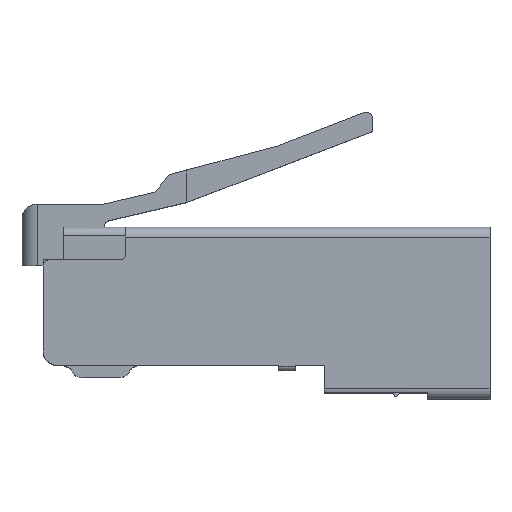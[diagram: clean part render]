
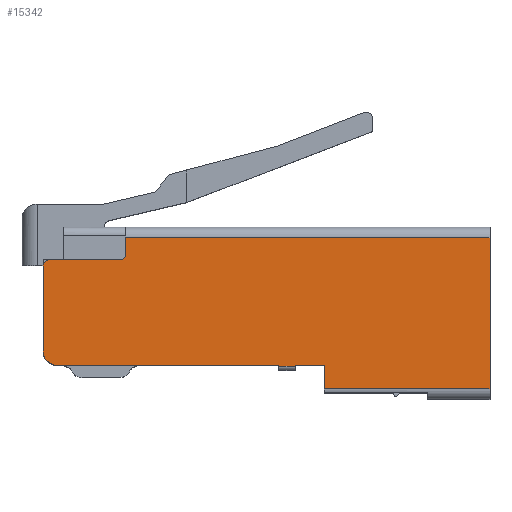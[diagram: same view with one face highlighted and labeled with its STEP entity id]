
A CAD part, top view. The second image highlights one B-rep face of the part: STEP entity #15342.
In plain terms, the highlighted planar face has unit normal (0, 0, 1).
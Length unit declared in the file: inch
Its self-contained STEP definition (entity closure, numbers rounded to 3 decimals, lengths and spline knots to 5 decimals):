
#8 = DIRECTION ( 'NONE',  ( -1., 0., 0. ) ) ;
#73 = VECTOR ( 'NONE', #17469, 39.37008 ) ;
#659 = CARTESIAN_POINT ( 'NONE',  ( 88.03583, 43.75022, -1.11516 ) ) ;
#741 = CARTESIAN_POINT ( 'NONE',  ( 87.5878, 43.77975, -1.11516 ) ) ;
#758 = EDGE_LOOP ( 'NONE', ( #3136, #3287, #20530, #2916, #6198, #7426, #7717, #17985, #14050, #18344, #7002, #19625, #10350, #7005, #7060 ) ) ;
#853 = CARTESIAN_POINT ( 'NONE',  ( 87.73347, 43.96455, -1.11516 ) ) ;
#979 = LINE ( 'NONE', #2647, #15061 ) ;
#1072 = VERTEX_POINT ( 'NONE', #14716 ) ;
#1088 = CARTESIAN_POINT ( 'NONE',  ( 88.03583, 43.75219, -1.11516 ) ) ;
#1094 = VECTOR ( 'NONE', #20365, 39.37008 ) ;
#1327 = VECTOR ( 'NONE', #14018, 39.37008 ) ;
#1343 = CARTESIAN_POINT ( 'NONE',  ( 87.74528, 43.98226, -1.11516 ) ) ;
#1436 = VECTOR ( 'NONE', #1942, 39.37008 ) ;
#1507 = CIRCLE ( 'NONE', #13938, 0.01181 ) ;
#1942 = DIRECTION ( 'NONE',  ( -1., 0., 0. ) ) ;
#2283 = CARTESIAN_POINT ( 'NONE',  ( 88.43741, 43.99723, -1.11516 ) ) ;
#2554 = LINE ( 'NONE', #15598, #1327 ) ;
#2647 = CARTESIAN_POINT ( 'NONE',  ( 87.5878, 44.03078, -1.11516 ) ) ;
#2688 = DIRECTION ( 'NONE',  ( 0., 0., -1. ) ) ;
#2788 = VERTEX_POINT ( 'NONE', #13339 ) ;
#2831 = LINE ( 'NONE', #20676, #1094 ) ;
#2916 = ORIENTED_EDGE ( 'NONE', *, *, #4251, .F. ) ;
#3085 = VECTOR ( 'NONE', #7815, 39.37008 ) ;
#3099 = CARTESIAN_POINT ( 'NONE',  ( 87.57537, 43.95274, -1.11516 ) ) ;
#3136 = ORIENTED_EDGE ( 'NONE', *, *, #14124, .F. ) ;
#3287 = ORIENTED_EDGE ( 'NONE', *, *, #20041, .F. ) ;
#3300 = DIRECTION ( 'NONE',  ( -1., 0., 0. ) ) ;
#3410 = FACE_OUTER_BOUND ( 'NONE', #758, .T. ) ;
#3706 = CARTESIAN_POINT ( 'NONE',  ( 87.57537, 43.75022, -1.11516 ) ) ;
#3743 = AXIS2_PLACEMENT_3D ( 'NONE', #7403, #2688, #5713 ) ;
#3924 = CARTESIAN_POINT ( 'NONE',  ( 87.59961, 43.95274, -1.11516 ) ) ;
#4081 = DIRECTION ( 'NONE',  ( -1., 0., 0. ) ) ;
#4251 = EDGE_CURVE ( 'NONE', #12938, #14799, #17493, .T. ) ;
#4395 = EDGE_CURVE ( 'NONE', #2788, #14650, #18234, .T. ) ;
#4614 = EDGE_CURVE ( 'NONE', #1072, #19893, #18953, .T. ) ;
#4918 = VERTEX_POINT ( 'NONE', #10423 ) ;
#5662 = DIRECTION ( 'NONE',  ( 0., 0., 1. ) ) ;
#5713 = DIRECTION ( 'NONE',  ( -1., 0., 0. ) ) ;
#5812 = DIRECTION ( 'NONE',  ( 0., 1., 0. ) ) ;
#6036 = EDGE_CURVE ( 'NONE', #9432, #4918, #979, .T. ) ;
#6079 = VERTEX_POINT ( 'NONE', #1088 ) ;
#6198 = ORIENTED_EDGE ( 'NONE', *, *, #17322, .F. ) ;
#6242 = LINE ( 'NONE', #1343, #11641 ) ;
#6701 = EDGE_CURVE ( 'NONE', #14650, #6079, #7598, .T. ) ;
#7002 = ORIENTED_EDGE ( 'NONE', *, *, #12356, .F. ) ;
#7005 = ORIENTED_EDGE ( 'NONE', *, *, #4614, .F. ) ;
#7060 = ORIENTED_EDGE ( 'NONE', *, *, #11003, .F. ) ;
#7094 = DIRECTION ( 'NONE',  ( 0., -1., 0. ) ) ;
#7190 = EDGE_CURVE ( 'NONE', #6079, #7822, #2554, .T. ) ;
#7403 = CARTESIAN_POINT ( 'NONE',  ( 87.61536, 43.77975, -1.11516 ) ) ;
#7426 = ORIENTED_EDGE ( 'NONE', *, *, #6036, .F. ) ;
#7598 = LINE ( 'NONE', #18658, #18092 ) ;
#7717 = ORIENTED_EDGE ( 'NONE', *, *, #10854, .F. ) ;
#7815 = DIRECTION ( 'NONE',  ( 1., 0., 0. ) ) ;
#7822 = VERTEX_POINT ( 'NONE', #8000 ) ;
#8000 = CARTESIAN_POINT ( 'NONE',  ( 87.61536, 43.75219, -1.11516 ) ) ;
#8544 = VERTEX_POINT ( 'NONE', #10709 ) ;
#9001 = CARTESIAN_POINT ( 'NONE',  ( 88.12274, 43.70729, -1.11516 ) ) ;
#9217 = DIRECTION ( 'NONE',  ( 1., 0., 0. ) ) ;
#9432 = VERTEX_POINT ( 'NONE', #741 ) ;
#9468 = LINE ( 'NONE', #19133, #19226 ) ;
#10333 = VERTEX_POINT ( 'NONE', #13311 ) ;
#10350 = ORIENTED_EDGE ( 'NONE', *, *, #10743, .F. ) ;
#10423 = CARTESIAN_POINT ( 'NONE',  ( 87.5878, 43.94093, -1.11516 ) ) ;
#10709 = CARTESIAN_POINT ( 'NONE',  ( 87.74528, 43.99506, -1.11516 ) ) ;
#10714 = CARTESIAN_POINT ( 'NONE',  ( 88.06733, 43.75219, -1.11516 ) ) ;
#10722 = CARTESIAN_POINT ( 'NONE',  ( 87.59961, 43.94093, -1.11516 ) ) ;
#10743 = EDGE_CURVE ( 'NONE', #19893, #14213, #2831, .T. ) ;
#10854 = EDGE_CURVE ( 'NONE', #7822, #9432, #16178, .T. ) ;
#11003 = EDGE_CURVE ( 'NONE', #10333, #1072, #16693, .T. ) ;
#11185 = AXIS2_PLACEMENT_3D ( 'NONE', #14473, #17704, #3300 ) ;
#11641 = VECTOR ( 'NONE', #14176, 39.37008 ) ;
#11840 = CARTESIAN_POINT ( 'NONE',  ( 88.06733, 44.03078, -1.11516 ) ) ;
#12356 = EDGE_CURVE ( 'NONE', #15137, #2788, #13527, .T. ) ;
#12405 = DIRECTION ( 'NONE',  ( -1., 0., 0. ) ) ;
#12938 = VERTEX_POINT ( 'NONE', #3924 ) ;
#13311 = CARTESIAN_POINT ( 'NONE',  ( 88.43741, 43.99506, -1.11516 ) ) ;
#13339 = CARTESIAN_POINT ( 'NONE',  ( 88.06733, 43.75022, -1.11516 ) ) ;
#13527 = LINE ( 'NONE', #11840, #18117 ) ;
#13611 = AXIS2_PLACEMENT_3D ( 'NONE', #853, #5662, #4081 ) ;
#13725 = DIRECTION ( 'NONE',  ( 0., -1., 0. ) ) ;
#13938 = AXIS2_PLACEMENT_3D ( 'NONE', #10722, #18815, #12405 ) ;
#14018 = DIRECTION ( 'NONE',  ( -1., 0., 0. ) ) ;
#14050 = ORIENTED_EDGE ( 'NONE', *, *, #6701, .F. ) ;
#14124 = EDGE_CURVE ( 'NONE', #8544, #10333, #20248, .T. ) ;
#14176 = DIRECTION ( 'NONE',  ( 0., 1., 0. ) ) ;
#14182 = VECTOR ( 'NONE', #7094, 39.37008 ) ;
#14213 = VERTEX_POINT ( 'NONE', #15440 ) ;
#14473 = CARTESIAN_POINT ( 'NONE',  ( 87.57537, 44.03078, -1.11516 ) ) ;
#14627 = CIRCLE ( 'NONE', #13611, 0.01181 ) ;
#14650 = VERTEX_POINT ( 'NONE', #659 ) ;
#14716 = CARTESIAN_POINT ( 'NONE',  ( 88.43741, 43.70729, -1.11516 ) ) ;
#14799 = VERTEX_POINT ( 'NONE', #19239 ) ;
#14889 = EDGE_CURVE ( 'NONE', #14213, #15137, #9468, .T. ) ;
#15061 = VECTOR ( 'NONE', #18730, 39.37008 ) ;
#15137 = VERTEX_POINT ( 'NONE', #10714 ) ;
#15342 = ADVANCED_FACE ( 'NONE', ( #3410 ), #17503, .F. ) ;
#15440 = CARTESIAN_POINT ( 'NONE',  ( 88.12274, 43.75219, -1.11516 ) ) ;
#15598 = CARTESIAN_POINT ( 'NONE',  ( 87.57537, 43.75219, -1.11516 ) ) ;
#16008 = VERTEX_POINT ( 'NONE', #20388 ) ;
#16013 = CARTESIAN_POINT ( 'NONE',  ( 87.57537, 43.70729, -1.11516 ) ) ;
#16178 = CIRCLE ( 'NONE', #3743, 0.02756 ) ;
#16693 = LINE ( 'NONE', #2283, #14182 ) ;
#17322 = EDGE_CURVE ( 'NONE', #4918, #12938, #1507, .T. ) ;
#17385 = EDGE_CURVE ( 'NONE', #14799, #16008, #14627, .T. ) ;
#17469 = DIRECTION ( 'NONE',  ( -1., 0., 0. ) ) ;
#17493 = LINE ( 'NONE', #3099, #3085 ) ;
#17503 = PLANE ( 'NONE',  #11185 ) ;
#17704 = DIRECTION ( 'NONE',  ( 0., 0., -1. ) ) ;
#17985 = ORIENTED_EDGE ( 'NONE', *, *, #7190, .F. ) ;
#18092 = VECTOR ( 'NONE', #5812, 39.37008 ) ;
#18117 = VECTOR ( 'NONE', #13725, 39.37008 ) ;
#18234 = LINE ( 'NONE', #3706, #1436 ) ;
#18344 = ORIENTED_EDGE ( 'NONE', *, *, #4395, .F. ) ;
#18592 = VECTOR ( 'NONE', #9217, 39.37008 ) ;
#18658 = CARTESIAN_POINT ( 'NONE',  ( 88.03583, 44.03078, -1.11516 ) ) ;
#18730 = DIRECTION ( 'NONE',  ( 0., 1., 0. ) ) ;
#18815 = DIRECTION ( 'NONE',  ( 0., 0., -1. ) ) ;
#18953 = LINE ( 'NONE', #16013, #73 ) ;
#19133 = CARTESIAN_POINT ( 'NONE',  ( 87.57537, 43.75219, -1.11516 ) ) ;
#19226 = VECTOR ( 'NONE', #8, 39.37008 ) ;
#19239 = CARTESIAN_POINT ( 'NONE',  ( 87.73347, 43.95274, -1.11516 ) ) ;
#19625 = ORIENTED_EDGE ( 'NONE', *, *, #14889, .F. ) ;
#19893 = VERTEX_POINT ( 'NONE', #9001 ) ;
#20041 = EDGE_CURVE ( 'NONE', #16008, #8544, #6242, .T. ) ;
#20137 = CARTESIAN_POINT ( 'NONE',  ( 87.57537, 43.99506, -1.11516 ) ) ;
#20248 = LINE ( 'NONE', #20137, #18592 ) ;
#20365 = DIRECTION ( 'NONE',  ( 0., 1., 0. ) ) ;
#20388 = CARTESIAN_POINT ( 'NONE',  ( 87.74528, 43.96455, -1.11516 ) ) ;
#20530 = ORIENTED_EDGE ( 'NONE', *, *, #17385, .F. ) ;
#20676 = CARTESIAN_POINT ( 'NONE',  ( 88.12274, 44.03078, -1.11516 ) ) ;
